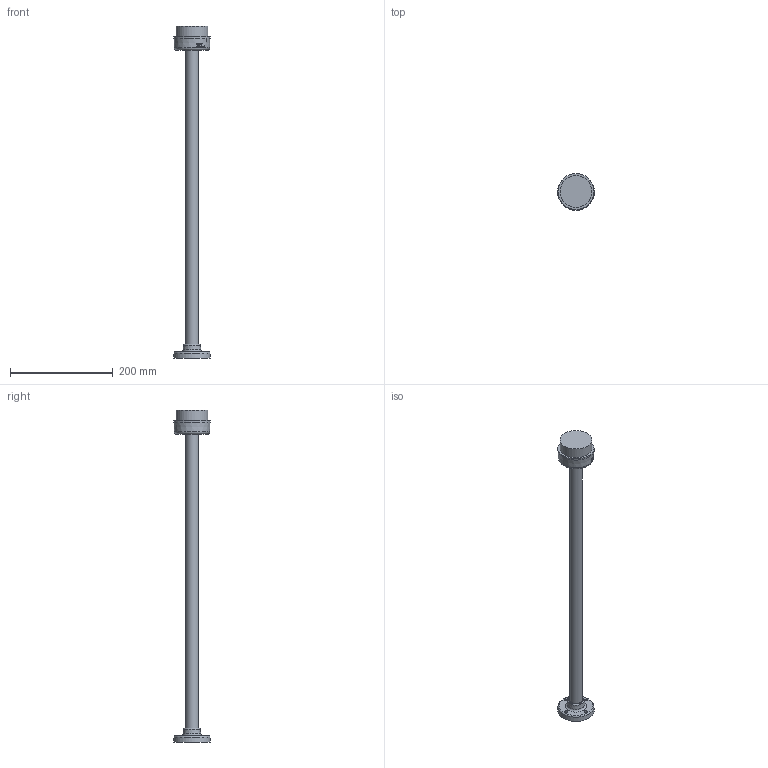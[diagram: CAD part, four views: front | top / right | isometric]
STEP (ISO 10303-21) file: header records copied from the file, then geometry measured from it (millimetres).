
FILE_DESCRIPTION(/* description */ (''),/* implementation_level */ '2;1');
FILE_NAME(/* name */ 'PC7MR_600mm_AuerSignal_910746900.stp',/* time_stamp */ '2021-06-01T14:38:23+02:00',/* author */ (''),/* organization */ (''),/* preprocessor_version */ 'ST-DEVELOPER v16',/* originating_system */ 'SIEMENS PLM Software NX 10.0',/* authorisation */ '');
FILE_SCHEMA (('AUTOMOTIVE_DESIGN { 1 0 10303 214 3 1 1 1 }'));
Length unit declared in the file: millimetre
Products named in the file (1): P.Ge33DC35000w11
Bounding box: 71.07 x 71.07 x 645.45 mm (x, y, z)
Volume: 495924.1 mm3; surface area: 73459.1 mm2
Topology: 1 solids, 3 shells, 57 faces, 200 edges, 174 vertices
Faces by surface type: cone 31, plane 10, cylinder 10, torus 4, bspline 2
Full cylindrical faces by diameter (mm): 5.2 x4, 24.3 x1, 24.6 x2, 24.8 x1, 62 x1, 70 x1
Entity records: 3153 total; most frequent: CARTESIAN_POINT 1113, ORIENTED_EDGE 338, DIRECTION 277, EDGE_CURVE 169, VERTEX_POINT 164, AXIS2_PLACEMENT_3D 132, EDGE_LOOP 115, FACE_BOUND 90
